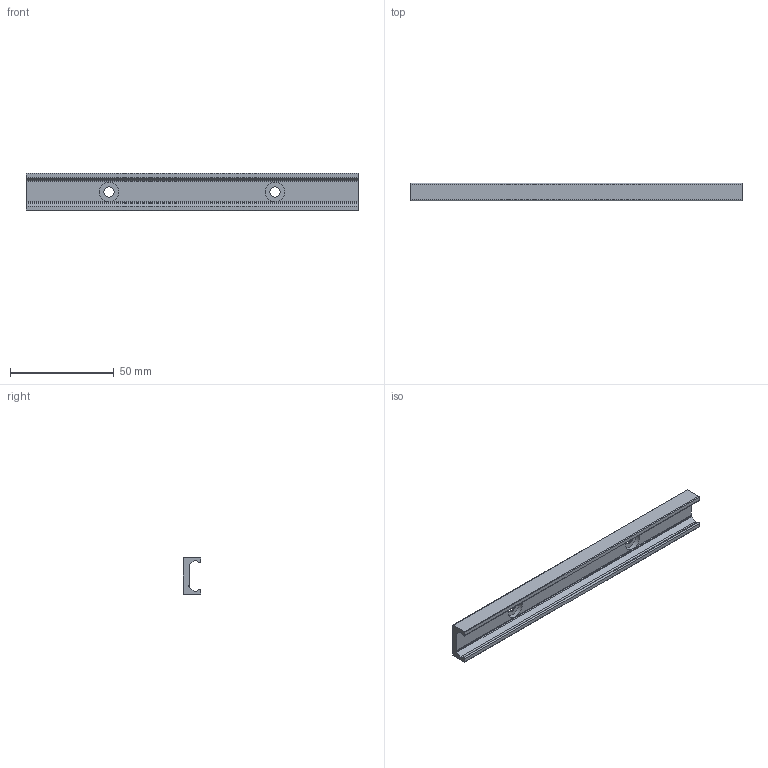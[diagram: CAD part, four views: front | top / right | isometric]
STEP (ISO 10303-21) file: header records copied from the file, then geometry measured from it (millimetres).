
FILE_DESCRIPTION((''),'2;1');
FILE_NAME('LCX 18-0160.C.stp','2016-04-28T07:32:14',('MRathmann'),(''),'Autodesk Inventor 2012','Autodesk Inventor 2012','');
FILE_SCHEMA(('CONFIG_CONTROL_DESIGN'));
Length unit declared in the file: millimetre
Products named in the file (1): LCX 18-0160.C
Bounding box: 160 x 8.25 x 18 mm (x, y, z)
Volume: 11630.6 mm3; surface area: 10250.3 mm2
Topology: 1 solids, 1 shells, 30 faces, 84 edges, 56 vertices
Faces by surface type: plane 15, cylinder 15
Full cylindrical faces by diameter (mm): 5 x2, 9.5 x2
Entity records: 956 total; most frequent: DIRECTION 168, CARTESIAN_POINT 159, ORIENTED_EDGE 152, EDGE_CURVE 76, AXIS2_PLACEMENT_3D 61, VERTEX_POINT 52, VECTOR 46, LINE 46
